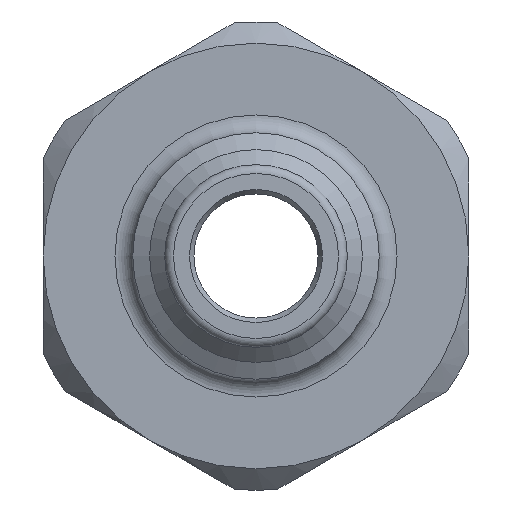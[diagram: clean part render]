
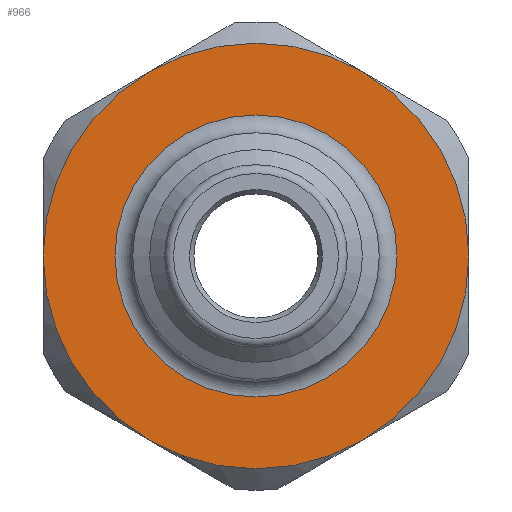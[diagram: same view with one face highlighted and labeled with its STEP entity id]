
A CAD part, left-side view. The second image highlights one B-rep face of the part: STEP entity #966.
In plain terms, the highlighted planar face has unit normal (-1, 0, 0).
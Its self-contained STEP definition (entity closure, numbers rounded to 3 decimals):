
#75=CARTESIAN_POINT('',(23.5,6.,-10.392));
#76=VERTEX_POINT('',#75);
#159=CARTESIAN_POINT('',(23.5,-6.,-10.392));
#160=VERTEX_POINT('',#159);
#243=CARTESIAN_POINT('',(23.5,-12.,0.));
#244=VERTEX_POINT('',#243);
#327=CARTESIAN_POINT('',(23.5,-6.,10.392));
#328=VERTEX_POINT('',#327);
#411=CARTESIAN_POINT('',(23.5,6.,10.392));
#412=VERTEX_POINT('',#411);
#772=CARTESIAN_POINT('',(23.5,12.,0.0));
#773=VERTEX_POINT('',#772);
#774=CARTESIAN_POINT('',(23.5,0.0,0.0));
#775=DIRECTION('',(1.0,0.0,0.0));
#776=DIRECTION('',(0.0,1.0,0.0));
#777=AXIS2_PLACEMENT_3D('',#774,#775,#776);
#778=CIRCLE('',#777,12.);
#779=EDGE_CURVE('',#76,#773,#778,.T.);
#818=CARTESIAN_POINT('',(23.5,0.0,0.0));
#819=DIRECTION('',(1.0,0.0,0.0));
#820=DIRECTION('',(0.0,1.0,0.0));
#821=AXIS2_PLACEMENT_3D('',#818,#819,#820);
#822=CIRCLE('',#821,12.);
#823=EDGE_CURVE('',#773,#412,#822,.T.);
#836=CARTESIAN_POINT('',(23.5,0.0,0.0));
#837=DIRECTION('',(1.0,0.0,0.0));
#838=DIRECTION('',(0.0,1.0,0.0));
#839=AXIS2_PLACEMENT_3D('',#836,#837,#838);
#840=CIRCLE('',#839,12.);
#841=EDGE_CURVE('',#412,#328,#840,.T.);
#854=CARTESIAN_POINT('',(23.5,0.0,0.0));
#855=DIRECTION('',(1.0,0.0,0.0));
#856=DIRECTION('',(0.0,1.0,0.0));
#857=AXIS2_PLACEMENT_3D('',#854,#855,#856);
#858=CIRCLE('',#857,12.);
#859=EDGE_CURVE('',#328,#244,#858,.T.);
#872=CARTESIAN_POINT('',(23.5,0.0,0.0));
#873=DIRECTION('',(1.0,0.0,0.0));
#874=DIRECTION('',(0.0,1.0,0.0));
#875=AXIS2_PLACEMENT_3D('',#872,#873,#874);
#876=CIRCLE('',#875,12.);
#877=EDGE_CURVE('',#244,#160,#876,.T.);
#912=CARTESIAN_POINT('',(23.5,7.95,0.));
#913=VERTEX_POINT('',#912);
#914=CARTESIAN_POINT('',(23.5,0.0,0.0));
#915=DIRECTION('',(-1.0,0.0,0.0));
#916=DIRECTION('',(0.0,-1.0,0.0));
#917=AXIS2_PLACEMENT_3D('',#914,#915,#916);
#918=CIRCLE('',#917,7.95);
#919=EDGE_CURVE('',#913,#913,#918,.T.);
#944=CARTESIAN_POINT('',(23.5,9.475,0.0));
#945=DIRECTION('',(-1.0,0.0,0.0));
#946=DIRECTION('',(0.0,0.0,1.0));
#947=AXIS2_PLACEMENT_3D('',#944,#945,#946);
#948=PLANE('',#947);
#949=ORIENTED_EDGE('',*,*,#823,.F.);
#950=ORIENTED_EDGE('',*,*,#779,.F.);
#951=CARTESIAN_POINT('',(23.5,0.0,0.0));
#952=DIRECTION('',(1.0,0.0,0.0));
#953=DIRECTION('',(0.0,1.0,0.0));
#954=AXIS2_PLACEMENT_3D('',#951,#952,#953);
#955=CIRCLE('',#954,12.);
#956=EDGE_CURVE('',#160,#76,#955,.T.);
#957=ORIENTED_EDGE('',*,*,#956,.F.);
#958=ORIENTED_EDGE('',*,*,#877,.F.);
#959=ORIENTED_EDGE('',*,*,#859,.F.);
#960=ORIENTED_EDGE('',*,*,#841,.F.);
#961=EDGE_LOOP('',(#949,#950,#957,#958,#959,#960));
#962=FACE_OUTER_BOUND('',#961,.T.);
#963=ORIENTED_EDGE('',*,*,#919,.F.);
#964=EDGE_LOOP('',(#963));
#965=FACE_BOUND('',#964,.T.);
#966=ADVANCED_FACE('',(#962,#965),#948,.T.);
